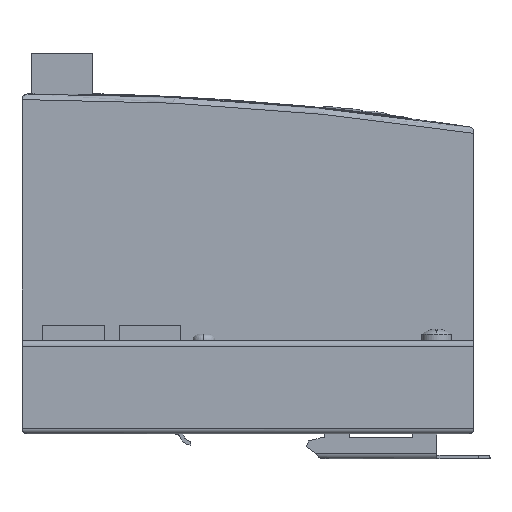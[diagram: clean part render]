
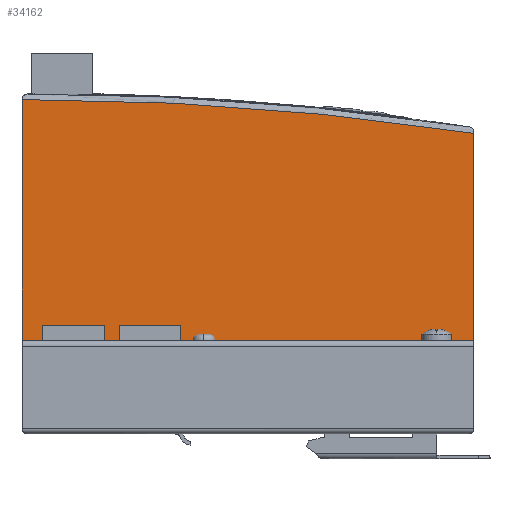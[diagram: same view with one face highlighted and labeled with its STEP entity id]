
A CAD part, left-side view. The second image highlights one B-rep face of the part: STEP entity #34162.
In plain terms, the highlighted planar face has unit normal (-1, 0, 0).
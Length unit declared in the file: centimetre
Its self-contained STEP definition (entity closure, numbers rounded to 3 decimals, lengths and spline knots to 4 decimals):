
#1923=PLANE('',#42772);
#3789=VECTOR('',#36057,1.);
#3809=VECTOR('',#36109,1.);
#3810=VECTOR('',#36111,1.);
#7382=LINE('',#44935,#3789);
#7402=LINE('',#45086,#3809);
#7403=LINE('',#45088,#3810);
#11223=VERTEX_POINT('',#44905);
#11224=VERTEX_POINT('',#44906);
#11231=VERTEX_POINT('',#44936);
#11232=VERTEX_POINT('',#44938);
#11241=VERTEX_POINT('',#45058);
#11242=VERTEX_POINT('',#45059);
#14505=CIRCLE('',#42746,0.15);
#14510=CIRCLE('',#42753,79.85);
#14515=CIRCLE('',#42764,0.15);
#15067=EDGE_CURVE('',#11223,#11224,#14505,.T.);
#15076=EDGE_CURVE('',#11231,#11232,#14510,.T.);
#15093=EDGE_CURVE('',#11241,#11242,#14515,.T.);
#15103=EDGE_CURVE('',#11224,#11231,#7382,.T.);
#15108=EDGE_CURVE('',#11242,#11223,#7402,.T.);
#15109=EDGE_CURVE('',#11232,#11241,#7403,.T.);
#20124=ORIENTED_EDGE('',*,*,#15076,.F.);
#20125=ORIENTED_EDGE('',*,*,#15103,.F.);
#20126=ORIENTED_EDGE('',*,*,#15067,.F.);
#20127=ORIENTED_EDGE('',*,*,#15108,.F.);
#20128=ORIENTED_EDGE('',*,*,#15093,.F.);
#20129=ORIENTED_EDGE('',*,*,#15109,.F.);
#30041=EDGE_LOOP('',(#20124,#20125,#20126,#20127,#20128,#20129));
#32102=FACE_BOUND('',#30041,.T.);
#34162=ADVANCED_FACE('',(#32102),#1923,.F.);
#36042=DIRECTION('',(1.,0.,0.));
#36043=DIRECTION('',(0.,0.106,-0.106));
#36057=DIRECTION('',(0.,0.,1.));
#36058=DIRECTION('',(1.,0.,0.));
#36059=DIRECTION('',(0.,-5.923,79.63));
#36087=DIRECTION('',(1.,0.,0.));
#36088=DIRECTION('',(0.,-0.106,-0.106));
#36109=DIRECTION('',(0.,1.,0.));
#36111=DIRECTION('',(0.,0.,-1.));
#36115=DIRECTION('',(1.,0.,0.));
#42746=AXIS2_PLACEMENT_3D('',#44904,#36042,#36043);
#42753=AXIS2_PLACEMENT_3D('',#44937,#36058,#36059);
#42764=AXIS2_PLACEMENT_3D('',#45057,#36087,#36088);
#42772=AXIS2_PLACEMENT_3D('',#45093,#36115,$);
#44904=CARTESIAN_POINT('',(-2.8,5.9,0.15));
#44905=CARTESIAN_POINT('',(-2.8,5.9,0.));
#44906=CARTESIAN_POINT('',(-2.8,6.05,0.15));
#44935=CARTESIAN_POINT('',(-2.8,6.05,0.));
#44936=CARTESIAN_POINT('',(-2.8,6.05,8.95));
#44937=CARTESIAN_POINT('',(-2.8,5.9169,-70.8999));
#44938=CARTESIAN_POINT('',(-2.8,-6.05,8.0483));
#45057=CARTESIAN_POINT('',(-2.8,-5.9,0.15));
#45058=CARTESIAN_POINT('',(-2.8,-6.05,0.15));
#45059=CARTESIAN_POINT('',(-2.8,-5.9,0.));
#45086=CARTESIAN_POINT('',(-2.8,-6.05,0.));
#45088=CARTESIAN_POINT('',(-2.8,-6.05,8.2));
#45093=CARTESIAN_POINT('',(-2.8,0.1281,4.3749));
